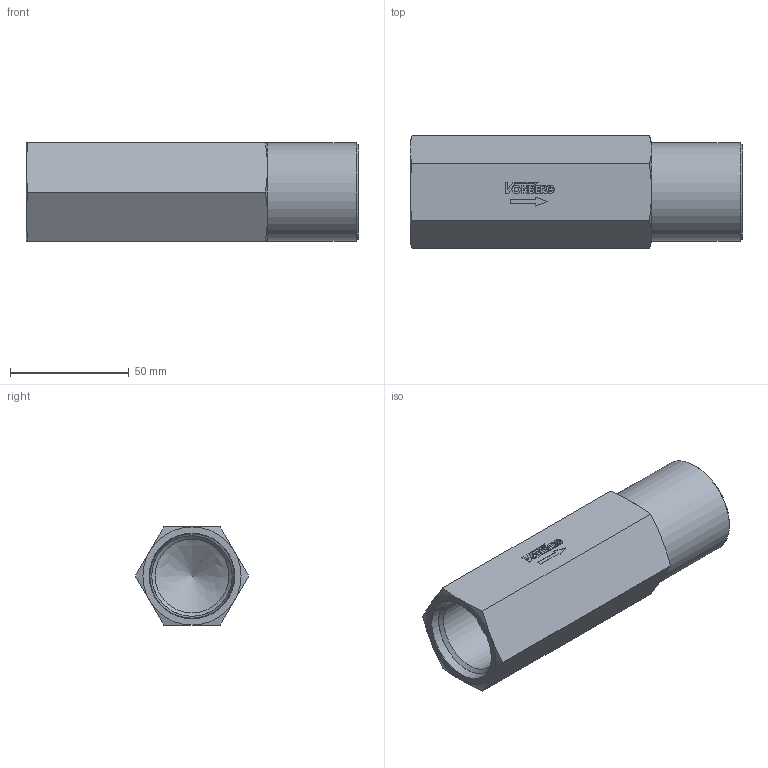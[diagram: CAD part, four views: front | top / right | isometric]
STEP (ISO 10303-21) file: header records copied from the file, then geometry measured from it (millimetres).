
FILE_DESCRIPTION((''),'2;1');
FILE_NAME('24016.stp','2015-01-26T13:26:25',('jml'),(''),'Autodesk Inventor 2010','Autodesk Inventor 2010','');
FILE_SCHEMA(('AUTOMOTIVE_DESIGN { 1 0 10303 214 1 1 1 1 }'));
Length unit declared in the file: inch
Products named in the file (1): 220302
Bounding box: 139.7 x 47.66 x 41.27 mm (x, y, z)
Volume: 159674.8 mm3; surface area: 26815.5 mm2
Topology: 1 solids, 1 shells, 132 faces, 327 edges, 212 vertices
Faces by surface type: plane 93, cone 17, cylinder 16, bspline 4, torus 2
Full cylindrical faces by diameter (mm): 1.914 x1, 41.275 x1
Entity records: 3919 total; most frequent: CARTESIAN_POINT 767, ORIENTED_EDGE 620, DIRECTION 600, EDGE_CURVE 310, VECTOR 230, LINE 230, VERTEX_POINT 208, AXIS2_PLACEMENT_3D 185
